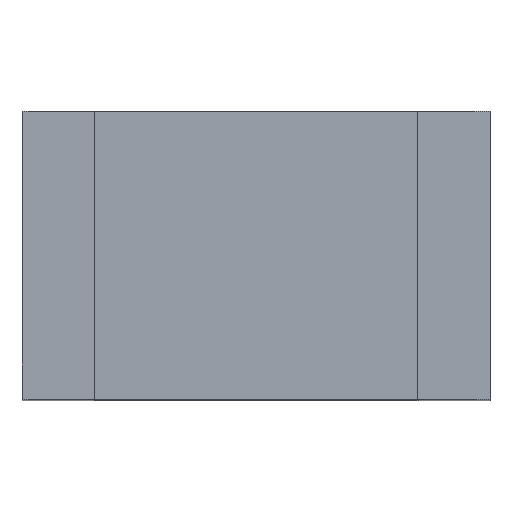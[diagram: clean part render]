
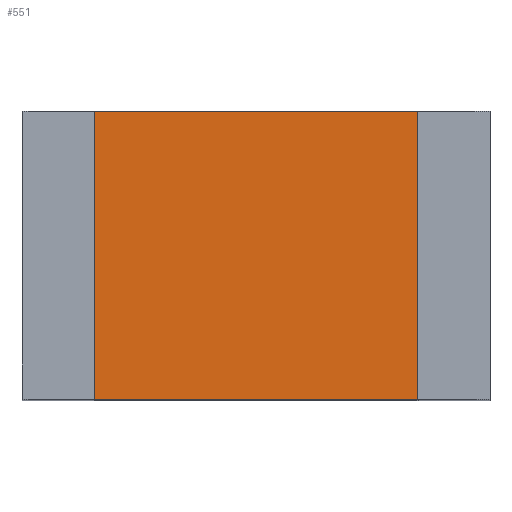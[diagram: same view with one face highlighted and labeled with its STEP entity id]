
A CAD part, top view. The second image highlights one B-rep face of the part: STEP entity #551.
In plain terms, the highlighted planar face has unit normal (0, 0, 1).
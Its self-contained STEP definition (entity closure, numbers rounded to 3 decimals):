
#76 = EDGE_CURVE ( 'NONE', #751, #611, #774, .T. ) ;
#96 = VECTOR ( 'NONE', #777, 1000. ) ;
#124 = EDGE_CURVE ( 'NONE', #751, #344, #718, .T. ) ;
#140 = EDGE_CURVE ( 'NONE', #611, #183, #290, .T. ) ;
#183 = VERTEX_POINT ( 'NONE', #548 ) ;
#221 = ORIENTED_EDGE ( 'NONE', *, *, #140, .T. ) ;
#228 = CARTESIAN_POINT ( 'NONE',  ( -22.5, 40., 40. ) ) ;
#232 = DIRECTION ( 'NONE',  ( -1., 0., 0. ) ) ;
#290 = LINE ( 'NONE', #654, #96 ) ;
#296 = DIRECTION ( 'NONE',  ( 0., -1., 0. ) ) ;
#297 = CARTESIAN_POINT ( 'NONE',  ( -22.5, 40., 40. ) ) ;
#344 = VERTEX_POINT ( 'NONE', #619 ) ;
#358 = AXIS2_PLACEMENT_3D ( 'NONE', #228, #779, #232 ) ;
#390 = EDGE_CURVE ( 'NONE', #344, #183, #746, .T. ) ;
#416 = ORIENTED_EDGE ( 'NONE', *, *, #390, .F. ) ;
#453 = VECTOR ( 'NONE', #712, 1000. ) ;
#472 = CARTESIAN_POINT ( 'NONE',  ( -22.5, 40., 40. ) ) ;
#476 = FACE_OUTER_BOUND ( 'NONE', #489, .T. ) ;
#489 = EDGE_LOOP ( 'NONE', ( #221, #416, #688, #581 ) ) ;
#536 = CARTESIAN_POINT ( 'NONE',  ( -22.5, 0., 40. ) ) ;
#548 = CARTESIAN_POINT ( 'NONE',  ( 22.5, 0., 40. ) ) ;
#551 = ADVANCED_FACE ( 'NONE', ( #476 ), #651, .F. ) ;
#581 = ORIENTED_EDGE ( 'NONE', *, *, #76, .T. ) ;
#585 = DIRECTION ( 'NONE',  ( 0., -1., 0. ) ) ;
#611 = VERTEX_POINT ( 'NONE', #536 ) ;
#619 = CARTESIAN_POINT ( 'NONE',  ( 22.5, 40., 40. ) ) ;
#640 = CARTESIAN_POINT ( 'NONE',  ( 22.5, 40., 40. ) ) ;
#649 = CARTESIAN_POINT ( 'NONE',  ( -22.5, 40., 40. ) ) ;
#651 = PLANE ( 'NONE',  #358 ) ;
#654 = CARTESIAN_POINT ( 'NONE',  ( -22.5, 0., 40. ) ) ;
#688 = ORIENTED_EDGE ( 'NONE', *, *, #124, .F. ) ;
#712 = DIRECTION ( 'NONE',  ( 1., 0., 0. ) ) ;
#718 = LINE ( 'NONE', #472, #453 ) ;
#746 = LINE ( 'NONE', #640, #767 ) ;
#751 = VERTEX_POINT ( 'NONE', #297 ) ;
#767 = VECTOR ( 'NONE', #585, 1000. ) ;
#768 = VECTOR ( 'NONE', #296, 1000. ) ;
#774 = LINE ( 'NONE', #649, #768 ) ;
#777 = DIRECTION ( 'NONE',  ( 1., 0., 0. ) ) ;
#779 = DIRECTION ( 'NONE',  ( 0., 0., -1. ) ) ;
